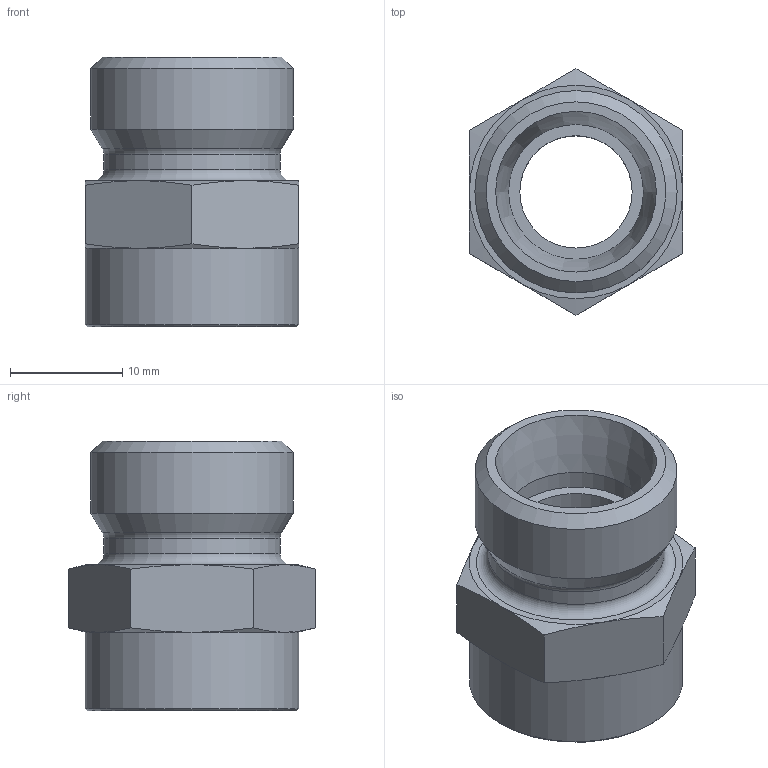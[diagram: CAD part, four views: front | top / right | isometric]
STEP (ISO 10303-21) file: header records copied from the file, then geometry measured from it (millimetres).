
FILE_DESCRIPTION((''),'2;1');
FILE_NAME('6541718.stp','2014-09-09T13:52:02',(''),('KNOMI spol. s r. o.'),'Autodesk Inventor 2012','Autodesk Inventor 2012','');
FILE_SCHEMA(('AUTOMOTIVE_DESIGN { 1 2 10303 214 0 1 1 1 }'));
Length unit declared in the file: millimetre
Products named in the file (1): Nátrubek navař
Bounding box: 19 x 21.94 x 24 mm (x, y, z)
Volume: 3414.6 mm3; surface area: 2745.3 mm2
Topology: 1 solids, 1 shells, 36 faces, 73 edges, 42 vertices
Faces by surface type: cone 17, plane 11, cylinder 6, torus 2
Full cylindrical faces by diameter (mm): 10 x1, 12 x1, 15.7 x1, 17 x1, 18 x1, 19 x1
Entity records: 858 total; most frequent: CARTESIAN_POINT 185, DIRECTION 138, ORIENTED_EDGE 118, AXIS2_PLACEMENT_3D 66, EDGE_CURVE 59, EDGE_LOOP 54, VERTEX_POINT 41, FACE_OUTER_BOUND 36
